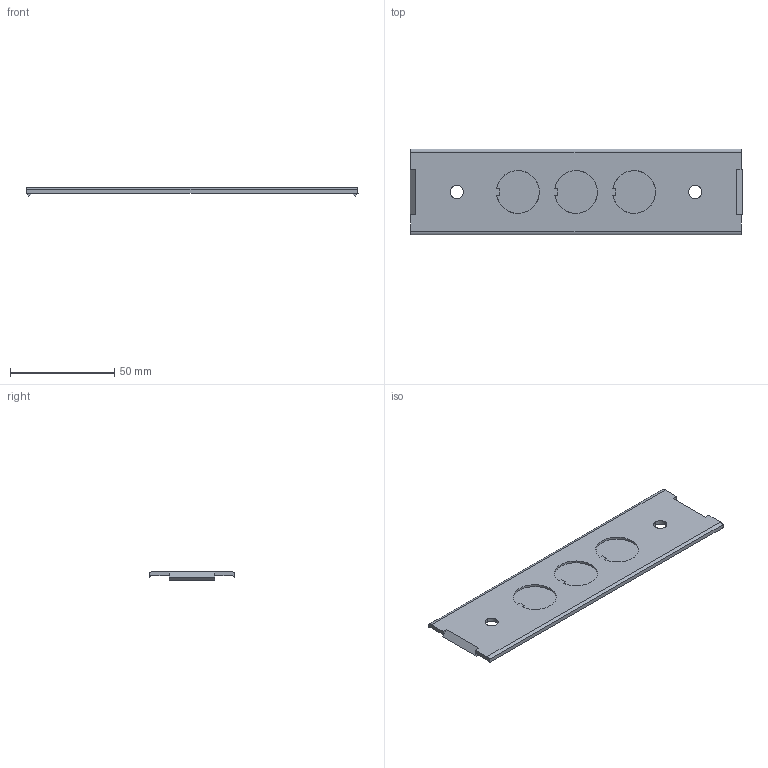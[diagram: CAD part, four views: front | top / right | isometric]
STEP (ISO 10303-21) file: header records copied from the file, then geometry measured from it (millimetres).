
FILE_DESCRIPTION(('TurboCAD Mac Pro'),'Build 980');
FILE_NAME('P2522.stp',' ',(''),(''),'ACIS Interop','IMSI','TurboCAD Mac Pro BY IMSI, INCORPORATED');
FILE_SCHEMA(('automotive_design'));
Length unit declared in the file: inch
Products named in the file (1): 1
Bounding box: 159.58 x 41.14 x 4.15 mm (x, y, z)
Volume: 11304.9 mm3; surface area: 14201.9 mm2
Topology: 1 solids, 1 shells, 59 faces, 160 edges, 106 vertices
Faces by surface type: plane 35, bspline 24
Entity records: 2781 total; most frequent: CARTESIAN_POINT 632, ORIENTED_EDGE 320, DIRECTION 188, EDGE_CURVE 160, STYLED_ITEM 123, PRESENTATION_STYLE_ASSIGNMENT 123, COLOUR_RGB 123, LINE 112
